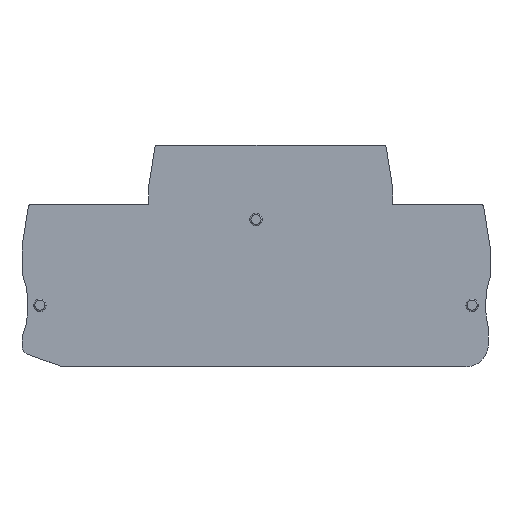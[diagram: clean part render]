
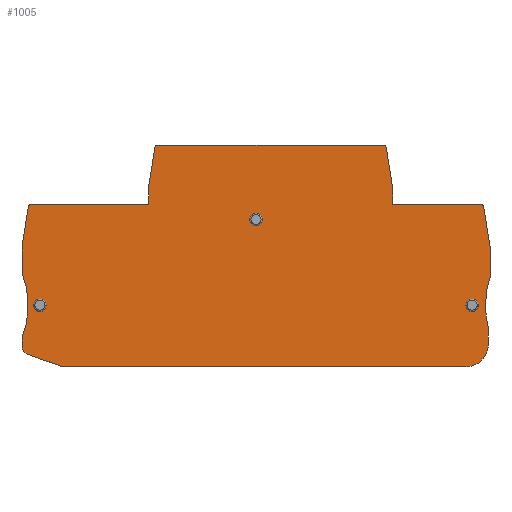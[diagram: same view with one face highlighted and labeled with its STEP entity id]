
A CAD part, top view. The second image highlights one B-rep face of the part: STEP entity #1005.
In plain terms, the highlighted planar face has unit normal (0, 0, 1).
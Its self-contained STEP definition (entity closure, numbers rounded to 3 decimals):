
#209=DIRECTION('',(0.,-1.,0.));
#210=VECTOR('',#209,3.023);
#211=CARTESIAN_POINT('',(-19.2,12.323,1.1));
#212=LINE('',#211,#210);
#213=DIRECTION('',(-0.156,-0.988,0.));
#214=VECTOR('',#213,7.244);
#215=CARTESIAN_POINT('',(-18.067,19.478,1.1));
#216=LINE('',#215,#214);
#217=CARTESIAN_POINT('',(-17.573,19.4,1.1));
#218=DIRECTION('',(0.,0.,1.));
#219=DIRECTION('',(0.,1.,0.));
#220=AXIS2_PLACEMENT_3D('',#217,#218,#219);
#222=DIRECTION('',(-1.,0.,0.));
#223=VECTOR('',#222,40.346);
#224=CARTESIAN_POINT('',(22.773,19.9,1.1));
#225=LINE('',#224,#223);
#226=CARTESIAN_POINT('',(22.773,19.4,1.1));
#227=DIRECTION('',(0.,0.,1.));
#228=DIRECTION('',(0.988,0.156,0.));
#229=AXIS2_PLACEMENT_3D('',#226,#227,#228);
#231=DIRECTION('',(-0.156,0.988,0.));
#232=VECTOR('',#231,7.244);
#233=CARTESIAN_POINT('',(24.4,12.323,1.1));
#234=LINE('',#233,#232);
#235=DIRECTION('',(0.,1.,0.));
#236=VECTOR('',#235,3.023);
#237=CARTESIAN_POINT('',(24.4,9.3,1.1));
#238=LINE('',#237,#236);
#239=DIRECTION('',(-1.,0.,0.));
#240=VECTOR('',#239,15.773);
#241=CARTESIAN_POINT('',(40.173,9.3,1.1));
#242=LINE('',#241,#240);
#243=CARTESIAN_POINT('',(40.173,8.8,1.1));
#244=DIRECTION('',(0.,0.,1.));
#245=DIRECTION('',(0.988,0.156,0.));
#246=AXIS2_PLACEMENT_3D('',#243,#244,#245);
#248=DIRECTION('',(-0.156,0.988,0.));
#249=VECTOR('',#248,7.244);
#250=CARTESIAN_POINT('',(41.8,1.723,1.1));
#251=LINE('',#250,#249);
#252=DIRECTION('',(0.,1.,0.));
#253=VECTOR('',#252,5.427);
#254=CARTESIAN_POINT('',(41.8,-3.704,1.1));
#255=LINE('',#254,#253);
#256=CARTESIAN_POINT('',(57.,-8.7,1.1));
#257=DIRECTION('',(0.,0.,-1.));
#258=DIRECTION('',(-0.969,-0.248,0.));
#259=AXIS2_PLACEMENT_3D('',#256,#257,#258);
#261=DIRECTION('',(0.,1.,0.));
#262=VECTOR('',#261,3.031);
#263=CARTESIAN_POINT('',(41.5,-15.7,1.1));
#264=LINE('',#263,#262);
#265=CARTESIAN_POINT('',(37.5,-15.7,1.1));
#266=DIRECTION('',(0.,0.,1.));
#267=DIRECTION('',(0.,-1.,0.));
#268=AXIS2_PLACEMENT_3D('',#265,#266,#267);
#270=DIRECTION('',(1.,0.,0.));
#271=VECTOR('',#270,72.1);
#272=CARTESIAN_POINT('',(-34.6,-19.7,1.1));
#273=LINE('',#272,#271);
#274=DIRECTION('',(0.94,-0.342,0.));
#275=VECTOR('',#274,6.612);
#276=CARTESIAN_POINT('',(-40.813,-17.439,1.1));
#277=LINE('',#276,#275);
#278=CARTESIAN_POINT('',(-40.3,-16.029,1.1));
#279=DIRECTION('',(0.,0.,1.));
#280=DIRECTION('',(-1.,0.,0.));
#281=AXIS2_PLACEMENT_3D('',#278,#279,#280);
#283=DIRECTION('',(0.,-1.,0.));
#284=VECTOR('',#283,1.499);
#285=CARTESIAN_POINT('',(-41.8,-14.53,1.1));
#286=LINE('',#285,#284);
#287=CARTESIAN_POINT('',(-56.7,-8.7,1.1));
#288=DIRECTION('',(0.,0.,-1.));
#289=DIRECTION('',(0.931,0.364,0.));
#290=AXIS2_PLACEMENT_3D('',#287,#288,#289);
#292=DIRECTION('',(0.,-1.,0.));
#293=VECTOR('',#292,4.593);
#294=CARTESIAN_POINT('',(-41.8,1.723,1.1));
#295=LINE('',#294,#293);
#296=DIRECTION('',(-0.156,-0.988,0.));
#297=VECTOR('',#296,7.244);
#298=CARTESIAN_POINT('',(-40.667,8.878,1.1));
#299=LINE('',#298,#297);
#300=CARTESIAN_POINT('',(-40.173,8.8,1.1));
#301=DIRECTION('',(0.,0.,1.));
#302=DIRECTION('',(0.,1.,0.));
#303=AXIS2_PLACEMENT_3D('',#300,#301,#302);
#305=DIRECTION('',(-1.,0.,0.));
#306=VECTOR('',#305,20.973);
#307=CARTESIAN_POINT('',(-19.2,9.3,1.1));
#308=LINE('',#307,#306);
#309=CARTESIAN_POINT('',(-38.6,-8.7,1.1));
#310=DIRECTION('',(0.,0.,1.));
#311=DIRECTION('',(1.,0.,0.));
#312=AXIS2_PLACEMENT_3D('',#309,#310,#311);
#314=CARTESIAN_POINT('',(-38.6,-8.7,1.1));
#315=DIRECTION('',(0.,0.,1.));
#316=DIRECTION('',(-1.,0.,0.));
#317=AXIS2_PLACEMENT_3D('',#314,#315,#316);
#319=CARTESIAN_POINT('',(0.,6.6,1.1));
#320=DIRECTION('',(0.,0.,1.));
#321=DIRECTION('',(1.,0.,0.));
#322=AXIS2_PLACEMENT_3D('',#319,#320,#321);
#324=CARTESIAN_POINT('',(0.,6.6,1.1));
#325=DIRECTION('',(0.,0.,1.));
#326=DIRECTION('',(-1.,0.,0.));
#327=AXIS2_PLACEMENT_3D('',#324,#325,#326);
#329=CARTESIAN_POINT('',(38.6,-8.7,1.1));
#330=DIRECTION('',(0.,0.,1.));
#331=DIRECTION('',(1.,0.,0.));
#332=AXIS2_PLACEMENT_3D('',#329,#330,#331);
#334=CARTESIAN_POINT('',(38.6,-8.7,1.1));
#335=DIRECTION('',(0.,0.,1.));
#336=DIRECTION('',(-1.,0.,0.));
#337=AXIS2_PLACEMENT_3D('',#334,#335,#336);
#499=CARTESIAN_POINT('',(-19.2,12.323,1.1));
#500=CARTESIAN_POINT('',(-19.2,9.3,1.1));
#501=VERTEX_POINT('',#499);
#502=VERTEX_POINT('',#500);
#503=CARTESIAN_POINT('',(-40.173,9.3,1.1));
#504=VERTEX_POINT('',#503);
#505=CARTESIAN_POINT('',(-40.667,8.878,1.1));
#506=VERTEX_POINT('',#505);
#507=CARTESIAN_POINT('',(-41.8,1.723,1.1));
#508=VERTEX_POINT('',#507);
#509=CARTESIAN_POINT('',(-41.8,-2.87,1.1));
#510=VERTEX_POINT('',#509);
#511=CARTESIAN_POINT('',(-41.8,-14.53,1.1));
#512=VERTEX_POINT('',#511);
#513=CARTESIAN_POINT('',(-41.8,-16.029,1.1));
#514=VERTEX_POINT('',#513);
#515=CARTESIAN_POINT('',(-40.813,-17.439,1.1));
#516=VERTEX_POINT('',#515);
#517=CARTESIAN_POINT('',(-34.6,-19.7,1.1));
#518=VERTEX_POINT('',#517);
#519=CARTESIAN_POINT('',(37.5,-19.7,1.1));
#520=VERTEX_POINT('',#519);
#521=CARTESIAN_POINT('',(41.5,-15.7,1.1));
#522=VERTEX_POINT('',#521);
#523=CARTESIAN_POINT('',(41.5,-12.669,1.1));
#524=VERTEX_POINT('',#523);
#525=CARTESIAN_POINT('',(41.8,-3.704,1.1));
#526=VERTEX_POINT('',#525);
#527=CARTESIAN_POINT('',(41.8,1.723,1.1));
#528=VERTEX_POINT('',#527);
#529=CARTESIAN_POINT('',(40.667,8.878,1.1));
#530=VERTEX_POINT('',#529);
#531=CARTESIAN_POINT('',(40.173,9.3,1.1));
#532=VERTEX_POINT('',#531);
#533=CARTESIAN_POINT('',(24.4,9.3,1.1));
#534=VERTEX_POINT('',#533);
#535=CARTESIAN_POINT('',(24.4,12.323,1.1));
#536=VERTEX_POINT('',#535);
#537=CARTESIAN_POINT('',(23.267,19.478,1.1));
#538=VERTEX_POINT('',#537);
#539=CARTESIAN_POINT('',(22.773,19.9,1.1));
#540=VERTEX_POINT('',#539);
#541=CARTESIAN_POINT('',(-17.573,19.9,1.1));
#542=VERTEX_POINT('',#541);
#543=CARTESIAN_POINT('',(-18.067,19.478,1.1));
#544=VERTEX_POINT('',#543);
#545=CARTESIAN_POINT('',(-37.5,-8.7,1.1));
#546=CARTESIAN_POINT('',(-39.7,-8.7,1.1));
#547=VERTEX_POINT('',#545);
#548=VERTEX_POINT('',#546);
#549=CARTESIAN_POINT('',(1.1,6.6,1.1));
#550=CARTESIAN_POINT('',(-1.1,6.6,1.1));
#551=VERTEX_POINT('',#549);
#552=VERTEX_POINT('',#550);
#553=CARTESIAN_POINT('',(39.7,-8.7,1.1));
#554=CARTESIAN_POINT('',(37.5,-8.7,1.1));
#555=VERTEX_POINT('',#553);
#556=VERTEX_POINT('',#554);
#957=CARTESIAN_POINT('',(0.,0.,1.1));
#958=DIRECTION('',(0.,0.,1.));
#959=DIRECTION('',(1.,0.,0.));
#960=AXIS2_PLACEMENT_3D('',#957,#958,#959);
#961=PLANE('',#960);
#962=ORIENTED_EDGE('',*,*,#643,.F.);
#963=ORIENTED_EDGE('',*,*,#658,.F.);
#964=ORIENTED_EDGE('',*,*,#672,.F.);
#965=ORIENTED_EDGE('',*,*,#686,.F.);
#966=ORIENTED_EDGE('',*,*,#700,.F.);
#967=ORIENTED_EDGE('',*,*,#714,.F.);
#968=ORIENTED_EDGE('',*,*,#728,.F.);
#969=ORIENTED_EDGE('',*,*,#742,.F.);
#970=ORIENTED_EDGE('',*,*,#756,.F.);
#971=ORIENTED_EDGE('',*,*,#770,.F.);
#972=ORIENTED_EDGE('',*,*,#784,.F.);
#973=ORIENTED_EDGE('',*,*,#798,.F.);
#974=ORIENTED_EDGE('',*,*,#812,.F.);
#975=ORIENTED_EDGE('',*,*,#826,.F.);
#976=ORIENTED_EDGE('',*,*,#840,.F.);
#977=ORIENTED_EDGE('',*,*,#854,.F.);
#978=ORIENTED_EDGE('',*,*,#868,.F.);
#979=ORIENTED_EDGE('',*,*,#882,.F.);
#980=ORIENTED_EDGE('',*,*,#896,.F.);
#981=ORIENTED_EDGE('',*,*,#910,.F.);
#982=ORIENTED_EDGE('',*,*,#924,.F.);
#983=ORIENTED_EDGE('',*,*,#938,.F.);
#984=ORIENTED_EDGE('',*,*,#951,.F.);
#985=EDGE_LOOP('',(#962,#963,#964,#965,#966,#967,#968,#969,#970,#971,#972,#973,
#974,#975,#976,#977,#978,#979,#980,#981,#982,#983,#984));
#986=FACE_OUTER_BOUND('',#985,.F.);
#988=ORIENTED_EDGE('',*,*,#987,.T.);
#990=ORIENTED_EDGE('',*,*,#989,.T.);
#991=EDGE_LOOP('',(#988,#990));
#992=FACE_BOUND('',#991,.F.);
#994=ORIENTED_EDGE('',*,*,#993,.T.);
#996=ORIENTED_EDGE('',*,*,#995,.T.);
#997=EDGE_LOOP('',(#994,#996));
#998=FACE_BOUND('',#997,.F.);
#1000=ORIENTED_EDGE('',*,*,#999,.T.);
#1002=ORIENTED_EDGE('',*,*,#1001,.T.);
#1003=EDGE_LOOP('',(#1000,#1002));
#1004=FACE_BOUND('',#1003,.F.);
#221=CIRCLE('',#220,0.5);
#230=CIRCLE('',#229,0.5);
#247=CIRCLE('',#246,0.5);
#260=CIRCLE('',#259,16.);
#269=CIRCLE('',#268,4.);
#282=CIRCLE('',#281,1.5);
#291=CIRCLE('',#290,16.);
#304=CIRCLE('',#303,0.5);
#313=CIRCLE('',#312,1.1);
#318=CIRCLE('',#317,1.1);
#323=CIRCLE('',#322,1.1);
#328=CIRCLE('',#327,1.1);
#333=CIRCLE('',#332,1.1);
#338=CIRCLE('',#337,1.1);
#643=EDGE_CURVE('',#501,#502,#212,.T.);
#658=EDGE_CURVE('',#544,#501,#216,.T.);
#672=EDGE_CURVE('',#542,#544,#221,.T.);
#686=EDGE_CURVE('',#540,#542,#225,.T.);
#700=EDGE_CURVE('',#538,#540,#230,.T.);
#714=EDGE_CURVE('',#536,#538,#234,.T.);
#728=EDGE_CURVE('',#534,#536,#238,.T.);
#742=EDGE_CURVE('',#532,#534,#242,.T.);
#756=EDGE_CURVE('',#530,#532,#247,.T.);
#770=EDGE_CURVE('',#528,#530,#251,.T.);
#784=EDGE_CURVE('',#526,#528,#255,.T.);
#798=EDGE_CURVE('',#524,#526,#260,.T.);
#812=EDGE_CURVE('',#522,#524,#264,.T.);
#826=EDGE_CURVE('',#520,#522,#269,.T.);
#840=EDGE_CURVE('',#518,#520,#273,.T.);
#854=EDGE_CURVE('',#516,#518,#277,.T.);
#868=EDGE_CURVE('',#514,#516,#282,.T.);
#882=EDGE_CURVE('',#512,#514,#286,.T.);
#896=EDGE_CURVE('',#510,#512,#291,.T.);
#910=EDGE_CURVE('',#508,#510,#295,.T.);
#924=EDGE_CURVE('',#506,#508,#299,.T.);
#938=EDGE_CURVE('',#504,#506,#304,.T.);
#951=EDGE_CURVE('',#502,#504,#308,.T.);
#987=EDGE_CURVE('',#547,#548,#313,.T.);
#989=EDGE_CURVE('',#548,#547,#318,.T.);
#993=EDGE_CURVE('',#551,#552,#323,.T.);
#995=EDGE_CURVE('',#552,#551,#328,.T.);
#999=EDGE_CURVE('',#555,#556,#333,.T.);
#1001=EDGE_CURVE('',#556,#555,#338,.T.);
#1005=ADVANCED_FACE('',(#986,#992,#998,#1004),#961,.T.);
